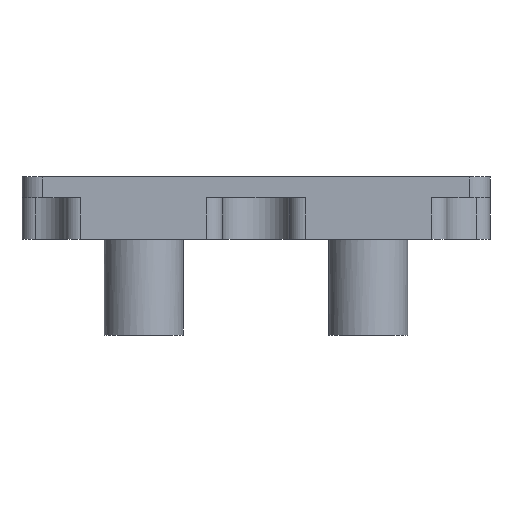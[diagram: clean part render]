
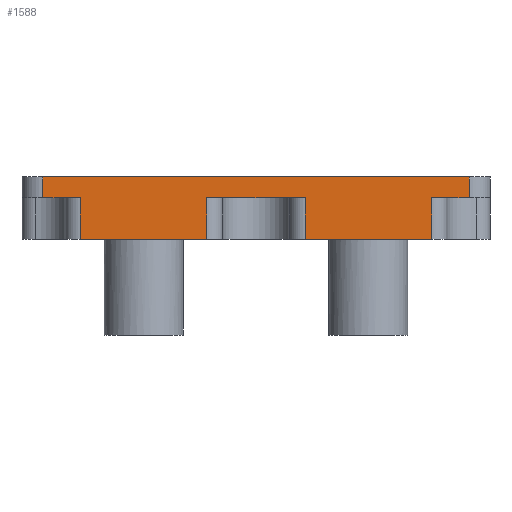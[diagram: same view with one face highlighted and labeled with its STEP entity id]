
A CAD part, front view. The second image highlights one B-rep face of the part: STEP entity #1588.
In plain terms, the highlighted planar face has unit normal (0, -1, 0).
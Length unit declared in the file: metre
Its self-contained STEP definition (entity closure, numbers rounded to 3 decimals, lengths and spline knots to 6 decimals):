
#205=ORIENTED_EDGE('',*,*,#691,.F.);
#206=ORIENTED_EDGE('',*,*,#692,.T.);
#207=ORIENTED_EDGE('',*,*,#693,.F.);
#208=ORIENTED_EDGE('',*,*,#694,.T.);
#209=ORIENTED_EDGE('',*,*,#695,.F.);
#210=ORIENTED_EDGE('',*,*,#696,.T.);
#211=ORIENTED_EDGE('',*,*,#697,.F.);
#212=ORIENTED_EDGE('',*,*,#698,.T.);
#213=ORIENTED_EDGE('',*,*,#699,.F.);
#214=ORIENTED_EDGE('',*,*,#700,.F.);
#215=ORIENTED_EDGE('',*,*,#701,.T.);
#216=ORIENTED_EDGE('',*,*,#702,.T.);
#691=EDGE_CURVE('',#934,#935,#1101,.T.);
#692=EDGE_CURVE('',#934,#936,#1102,.T.);
#693=EDGE_CURVE('',#937,#936,#1103,.T.);
#694=EDGE_CURVE('',#937,#938,#1104,.F.);
#695=EDGE_CURVE('',#939,#938,#1105,.T.);
#696=EDGE_CURVE('',#939,#940,#1106,.T.);
#697=EDGE_CURVE('',#941,#940,#1107,.T.);
#698=EDGE_CURVE('',#941,#942,#1108,.F.);
#699=EDGE_CURVE('',#943,#942,#1109,.T.);
#700=EDGE_CURVE('',#944,#943,#1110,.T.);
#701=EDGE_CURVE('',#944,#945,#1111,.T.);
#702=EDGE_CURVE('',#945,#935,#1112,.T.);
#934=VERTEX_POINT('',#2455);
#935=VERTEX_POINT('',#2456);
#936=VERTEX_POINT('',#2458);
#937=VERTEX_POINT('',#2460);
#938=VERTEX_POINT('',#2462);
#939=VERTEX_POINT('',#2464);
#940=VERTEX_POINT('',#2466);
#941=VERTEX_POINT('',#2468);
#942=VERTEX_POINT('',#2470);
#943=VERTEX_POINT('',#2472);
#944=VERTEX_POINT('',#2474);
#945=VERTEX_POINT('',#2476);
#1101=LINE('',#2454,#1213);
#1102=LINE('',#2457,#1214);
#1103=LINE('',#2459,#1215);
#1104=LINE('',#2461,#1216);
#1105=LINE('',#2463,#1217);
#1106=LINE('',#2465,#1218);
#1107=LINE('',#2467,#1219);
#1108=LINE('',#2469,#1220);
#1109=LINE('',#2471,#1221);
#1110=LINE('',#2473,#1222);
#1111=LINE('',#2475,#1223);
#1112=LINE('',#2477,#1224);
#1213=VECTOR('',#1910,1.);
#1214=VECTOR('',#1911,1.);
#1215=VECTOR('',#1912,1.);
#1216=VECTOR('',#1913,1.);
#1217=VECTOR('',#1914,1.);
#1218=VECTOR('',#1915,1.);
#1219=VECTOR('',#1916,1.);
#1220=VECTOR('',#1917,1.);
#1221=VECTOR('',#1918,1.);
#1222=VECTOR('',#1919,1.);
#1223=VECTOR('',#1920,1.);
#1224=VECTOR('',#1921,1.);
#1325=EDGE_LOOP('',(#205,#206,#207,#208,#209,#210,#211,#212,#213,#214,#215,
#216));
#1443=FACE_BOUND('',#1325,.T.);
#1561=PLANE('',#1690);
#1588=ADVANCED_FACE('',(#1443),#1561,.T.);
#1690=AXIS2_PLACEMENT_3D('',#2453,#1908,#1909);
#1908=DIRECTION('',(0.,-1.,0.));
#1909=DIRECTION('',(1.,0.,0.));
#1910=DIRECTION('',(-1.,0.,0.));
#1911=DIRECTION('',(0.,0.,-1.));
#1912=DIRECTION('',(-1.,0.,0.));
#1913=DIRECTION('',(0.,0.,-1.));
#1914=DIRECTION('',(-1.,0.,0.));
#1915=DIRECTION('',(0.,0.,-1.));
#1916=DIRECTION('',(-1.,0.,0.));
#1917=DIRECTION('',(0.,0.,-1.));
#1918=DIRECTION('',(-1.,0.,0.));
#1919=DIRECTION('',(0.,0.,-1.));
#1920=DIRECTION('',(-1.,0.,0.));
#1921=DIRECTION('',(0.,0.,-1.));
#2453=CARTESIAN_POINT('',(0.,-0.0225,0.0072));
#2454=CARTESIAN_POINT('',(0.,-0.0225,0.0052));
#2455=CARTESIAN_POINT('',(-0.016877,-0.0225,0.0052));
#2456=CARTESIAN_POINT('',(-0.0205,-0.0225,0.0052));
#2457=CARTESIAN_POINT('',(-0.016877,-0.0225,0.0072));
#2458=CARTESIAN_POINT('',(-0.016877,-0.0225,0.0012));
#2459=CARTESIAN_POINT('',(0.,-0.0225,0.0012));
#2460=CARTESIAN_POINT('',(-0.004713,-0.0225,0.0012));
#2461=CARTESIAN_POINT('',(-0.004713,-0.0225,0.0072));
#2462=CARTESIAN_POINT('',(-0.004713,-0.0225,0.0052));
#2463=CARTESIAN_POINT('',(0.,-0.0225,0.0052));
#2464=CARTESIAN_POINT('',(0.004713,-0.0225,0.0052));
#2465=CARTESIAN_POINT('',(0.004713,-0.0225,0.0072));
#2466=CARTESIAN_POINT('',(0.004713,-0.0225,0.0012));
#2467=CARTESIAN_POINT('',(0.,-0.0225,0.0012));
#2468=CARTESIAN_POINT('',(0.016877,-0.0225,0.0012));
#2469=CARTESIAN_POINT('',(0.016877,-0.0225,0.0072));
#2470=CARTESIAN_POINT('',(0.016877,-0.0225,0.0052));
#2471=CARTESIAN_POINT('',(0.,-0.0225,0.0052));
#2472=CARTESIAN_POINT('',(0.0205,-0.0225,0.0052));
#2473=CARTESIAN_POINT('',(0.0205,-0.0225,0.0072));
#2474=CARTESIAN_POINT('',(0.0205,-0.0225,0.0072));
#2475=CARTESIAN_POINT('',(0.,-0.0225,0.0072));
#2476=CARTESIAN_POINT('',(-0.0205,-0.0225,0.0072));
#2477=CARTESIAN_POINT('',(-0.0205,-0.0225,0.0072));
